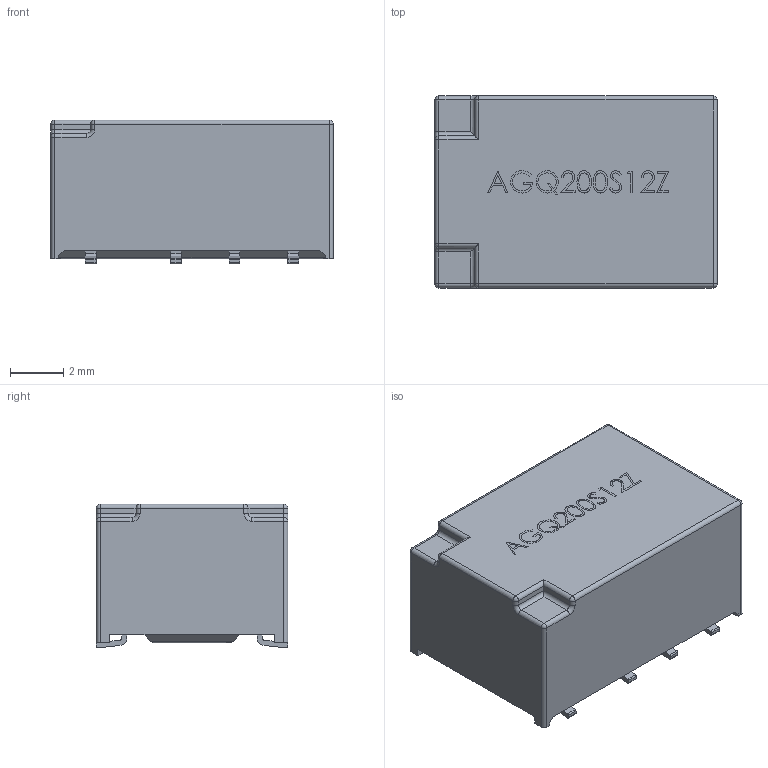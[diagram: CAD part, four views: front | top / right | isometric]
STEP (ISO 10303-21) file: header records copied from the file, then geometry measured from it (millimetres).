
FILE_DESCRIPTION(('FreeCAD Model'),'2;1');
FILE_NAME('Open CASCADE Shape Model','2024-06-24T12:01:51',( 'kicad StepUp'),('ksu MCAD'),'Open CASCADE STEP processor 7.6', 'FreeCAD','Unknown');
FILE_SCHEMA(('AUTOMOTIVE_DESIGN { 1 0 10303 214 1 1 1 1 }'));
Length unit declared in the file: millimetre
Products named in the file (10): AGQ2X0; AGQ2X0Z; AGQ2X0Z01; AGQ2X0Z02; AGQ2X0Z03; AGQ2X0Z04; AGQ2X0Z05; AGQ2X0Z06; AGQ2X0Z07; AGQ2X0Z08
Assembly tree (9 placements, depth 2):
  AGQ2X0
    AGQ2X0Z
    AGQ2X0Z01
    AGQ2X0Z02
    AGQ2X0Z03
    AGQ2X0Z04
    AGQ2X0Z05
    AGQ2X0Z06
    AGQ2X0Z07
    AGQ2X0Z08
Bounding box: 10.6 x 7.2 x 5.39 mm (x, y, z)
Volume: 382.6 mm3; surface area: 341.3 mm2
Topology: 9 solids, 9 shells, 305 faces, 787 edges, 506 vertices
Faces by surface type: plane 161, cylinder 68, bspline 64, sphere 8, torus 4
Entity records: 13409 total; most frequent: CARTESIAN_POINT 6148, ORIENTED_EDGE 1558, DIRECTION 1265, EDGE_CURVE 779, LINE 515, VECTOR 515, VERTEX_POINT 506, AXIS2_PLACEMENT_3D 375
